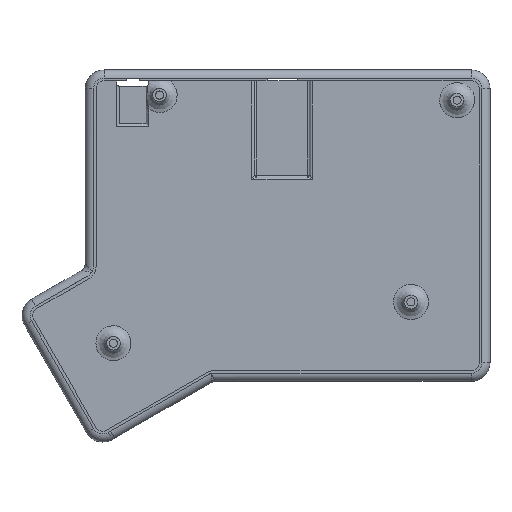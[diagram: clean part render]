
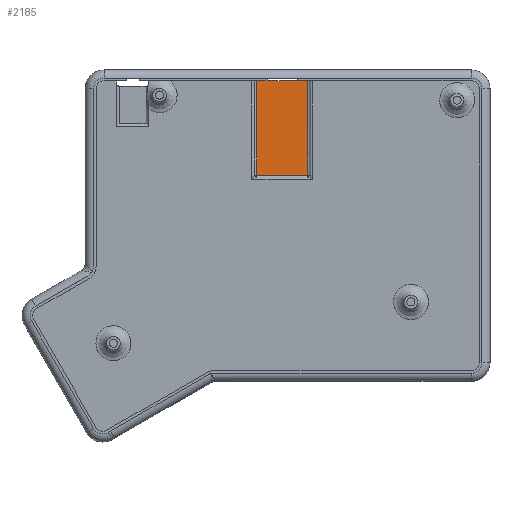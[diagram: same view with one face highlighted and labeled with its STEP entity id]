
A CAD part, top view. The second image highlights one B-rep face of the part: STEP entity #2185.
In plain terms, the highlighted planar face has unit normal (0, 0, 1).
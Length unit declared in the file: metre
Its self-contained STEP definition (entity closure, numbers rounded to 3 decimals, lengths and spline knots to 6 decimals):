
#118=LINE('',#3358,#265);
#124=LINE('',#3376,#271);
#201=LINE('',#3758,#348);
#214=LINE('',#4776,#361);
#215=LINE('',#4777,#362);
#216=LINE('',#4779,#363);
#217=LINE('',#4781,#364);
#218=LINE('',#4782,#365);
#265=VECTOR('',#2489,1.);
#271=VECTOR('',#2503,1.);
#348=VECTOR('',#2722,1.);
#361=VECTOR('',#2887,1.);
#362=VECTOR('',#2888,1.);
#363=VECTOR('',#2889,1.);
#364=VECTOR('',#2890,1.);
#365=VECTOR('',#2891,1.);
#457=CIRCLE('',#2390,0.001);
#458=CIRCLE('',#2391,0.001);
#507=PLANE('',#2389);
#1026=ORIENTED_EDGE('',*,*,#1427,.F.);
#1027=ORIENTED_EDGE('',*,*,#1208,.T.);
#1028=ORIENTED_EDGE('',*,*,#1428,.F.);
#1029=ORIENTED_EDGE('',*,*,#1429,.F.);
#1030=ORIENTED_EDGE('',*,*,#1217,.T.);
#1031=ORIENTED_EDGE('',*,*,#1430,.F.);
#1032=ORIENTED_EDGE('',*,*,#1431,.F.);
#1033=ORIENTED_EDGE('',*,*,#1432,.F.);
#1034=ORIENTED_EDGE('',*,*,#1358,.T.);
#1035=ORIENTED_EDGE('',*,*,#1433,.F.);
#1208=EDGE_CURVE('',#1522,#1523,#118,.T.);
#1217=EDGE_CURVE('',#1530,#1529,#124,.T.);
#1358=EDGE_CURVE('',#1630,#1629,#201,.T.);
#1427=EDGE_CURVE('',#1522,#1652,#457,.F.);
#1428=EDGE_CURVE('',#1653,#1523,#458,.F.);
#1429=EDGE_CURVE('',#1530,#1653,#214,.F.);
#1430=EDGE_CURVE('',#1654,#1529,#215,.F.);
#1431=EDGE_CURVE('',#1655,#1654,#216,.T.);
#1432=EDGE_CURVE('',#1630,#1655,#217,.T.);
#1433=EDGE_CURVE('',#1652,#1629,#218,.F.);
#1522=VERTEX_POINT('',#3359);
#1523=VERTEX_POINT('',#3360);
#1529=VERTEX_POINT('',#3375);
#1530=VERTEX_POINT('',#3377);
#1629=VERTEX_POINT('',#3757);
#1630=VERTEX_POINT('',#3759);
#1652=VERTEX_POINT('',#4773);
#1653=VERTEX_POINT('',#4775);
#1654=VERTEX_POINT('',#4778);
#1655=VERTEX_POINT('',#4780);
#1872=EDGE_LOOP('',(#1026,#1027,#1028,#1029,#1030,#1031,#1032,#1033,#1034,
#1035));
#2026=FACE_BOUND('',#1872,.T.);
#2185=ADVANCED_FACE('',(#2026),#507,.T.);
#2389=AXIS2_PLACEMENT_3D('',#4771,#2881,#2882);
#2390=AXIS2_PLACEMENT_3D('',#4772,#2883,#2884);
#2391=AXIS2_PLACEMENT_3D('',#4774,#2885,#2886);
#2489=DIRECTION('',(-1.,0.,0.));
#2503=DIRECTION('',(-1.,0.,0.));
#2722=DIRECTION('',(-1.,0.,0.));
#2881=DIRECTION('',(0.,0.,1.));
#2882=DIRECTION('',(-1.,0.,0.));
#2883=DIRECTION('',(0.,0.,-1.));
#2884=DIRECTION('',(-1.,0.,0.));
#2885=DIRECTION('',(0.,0.,-1.));
#2886=DIRECTION('',(-1.,0.,0.));
#2887=DIRECTION('',(0.,-1.,0.));
#2888=DIRECTION('',(0.,-1.,0.));
#2889=DIRECTION('',(-1.,0.,0.));
#2890=DIRECTION('',(0.,-1.,0.));
#2891=DIRECTION('',(0.,1.,0.));
#3358=CARTESIAN_POINT('',(0.121935,0.065231,-0.009));
#3359=CARTESIAN_POINT('',(0.124886,0.065231,-0.009));
#3360=CARTESIAN_POINT('',(0.114886,0.065231,-0.009));
#3375=CARTESIAN_POINT('',(0.110386,0.065231,-0.009));
#3376=CARTESIAN_POINT('',(0.121935,0.065231,-0.009));
#3377=CARTESIAN_POINT('',(0.114086,0.065231,-0.009));
#3757=CARTESIAN_POINT('',(0.125686,0.065231,-0.009));
#3758=CARTESIAN_POINT('',(0.121935,0.065231,-0.009));
#3759=CARTESIAN_POINT('',(0.129386,0.065231,-0.009));
#4771=CARTESIAN_POINT('',(0.110183,0.00018,-0.009));
#4772=CARTESIAN_POINT('',(0.124886,0.066231,-0.009));
#4773=CARTESIAN_POINT('',(0.125686,0.065631,-0.009));
#4774=CARTESIAN_POINT('',(0.114886,0.066231,-0.009));
#4775=CARTESIAN_POINT('',(0.114086,0.065631,-0.009));
#4776=CARTESIAN_POINT('',(0.114086,0.00018,-0.009));
#4777=CARTESIAN_POINT('',(0.110386,0.065231,-0.009));
#4778=CARTESIAN_POINT('',(0.110386,0.030231,-0.009));
#4779=CARTESIAN_POINT('',(0.110183,0.030231,-0.009));
#4780=CARTESIAN_POINT('',(0.129386,0.030231,-0.009));
#4781=CARTESIAN_POINT('',(0.129386,0.00018,-0.009));
#4782=CARTESIAN_POINT('',(0.125686,0.065231,-0.009));
